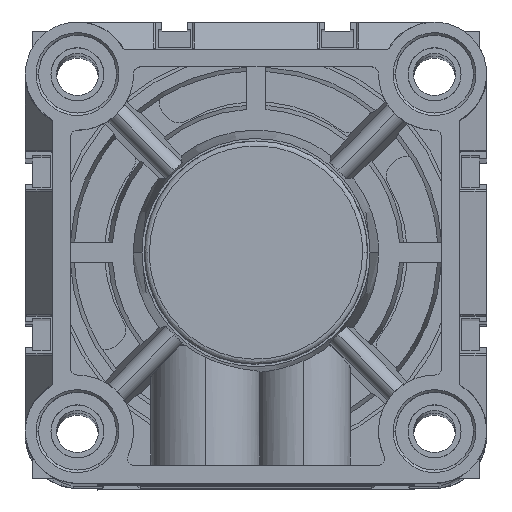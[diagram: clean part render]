
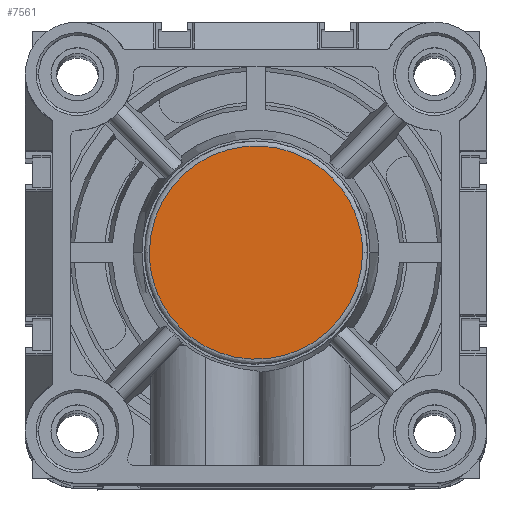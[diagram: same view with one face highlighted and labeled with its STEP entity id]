
A CAD part, top view. The second image highlights one B-rep face of the part: STEP entity #7561.
In plain terms, the highlighted planar face has unit normal (0, 0, 1).
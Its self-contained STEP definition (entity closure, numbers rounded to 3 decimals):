
#389 = EDGE_CURVE ( 'NONE', #34052, #44882, #3174, .T. ) ;
#2797 = EDGE_CURVE ( 'NONE', #44882, #34052, #25985, .T. ) ;
#3174 =( BOUNDED_CURVE ( )  B_SPLINE_CURVE ( 3, ( #6696, #47153, #43459, #32494 ),
 .UNSPECIFIED., .F., .T. ) 
 B_SPLINE_CURVE_WITH_KNOTS ( ( 4, 4 ),
 ( 0., 1. ),
 .UNSPECIFIED. ) 
 CURVE ( )  GEOMETRIC_REPRESENTATION_ITEM ( )  RATIONAL_B_SPLINE_CURVE ( ( 0.957, 0.319, 0.319, 0.957 ) ) 
 REPRESENTATION_ITEM ( '' )  );
#3466 = PLANE ( 'NONE',  #29114 ) ;
#4618 = CARTESIAN_POINT ( 'NONE',  ( 62.5, 41., 40. ) ) ;
#4935 = CARTESIAN_POINT ( 'NONE',  ( 19.5, 41., 40. ) ) ;
#6696 = CARTESIAN_POINT ( 'NONE',  ( 62.5, 41., 40. ) ) ;
#7200 = DIRECTION ( 'NONE',  ( 1., 0., 0. ) ) ;
#7561 = ADVANCED_FACE ( 'NONE', ( #12036 ), #3466, .T. ) ;
#12036 = FACE_OUTER_BOUND ( 'NONE', #38140, .T. ) ;
#22991 = CARTESIAN_POINT ( 'NONE',  ( 19.5, 41., 40. ) ) ;
#25985 =( BOUNDED_CURVE ( )  B_SPLINE_CURVE ( 3, ( #22991, #45112, #26716, #4618 ),
 .UNSPECIFIED., .F., .T. ) 
 B_SPLINE_CURVE_WITH_KNOTS ( ( 4, 4 ),
 ( 0., 1. ),
 .UNSPECIFIED. ) 
 CURVE ( )  GEOMETRIC_REPRESENTATION_ITEM ( )  RATIONAL_B_SPLINE_CURVE ( ( 0.957, 0.319, 0.319, 0.957 ) ) 
 REPRESENTATION_ITEM ( '' )  );
#26716 = CARTESIAN_POINT ( 'NONE',  ( 62.5, 84., 40. ) ) ;
#29114 = AXIS2_PLACEMENT_3D ( 'NONE', #36534, #29284, #7200 ) ;
#29284 = DIRECTION ( 'NONE',  ( 0., 0., 1. ) ) ;
#29462 = ORIENTED_EDGE ( 'NONE', *, *, #389, .F. ) ;
#30091 = ORIENTED_EDGE ( 'NONE', *, *, #2797, .F. ) ;
#32494 = CARTESIAN_POINT ( 'NONE',  ( 19.5, 41., 40. ) ) ;
#34052 = VERTEX_POINT ( 'NONE', #34742 ) ;
#34742 = CARTESIAN_POINT ( 'NONE',  ( 62.5, 41., 40. ) ) ;
#36534 = CARTESIAN_POINT ( 'NONE',  ( 19.242, 19.242, 40. ) ) ;
#38140 = EDGE_LOOP ( 'NONE', ( #30091, #29462 ) ) ;
#43459 = CARTESIAN_POINT ( 'NONE',  ( 19.5, -2., 40. ) ) ;
#44882 = VERTEX_POINT ( 'NONE', #4935 ) ;
#45112 = CARTESIAN_POINT ( 'NONE',  ( 19.5, 84., 40. ) ) ;
#47153 = CARTESIAN_POINT ( 'NONE',  ( 62.5, -2., 40. ) ) ;
